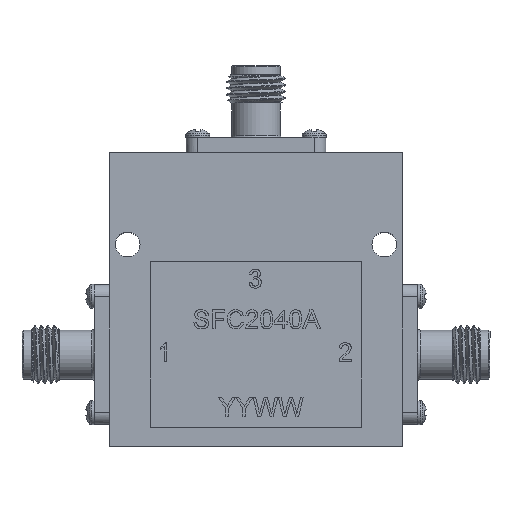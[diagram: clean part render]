
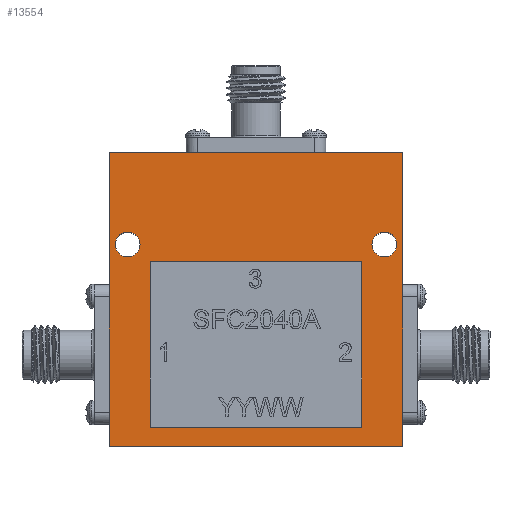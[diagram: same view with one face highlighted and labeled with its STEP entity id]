
A CAD part, top view. The second image highlights one B-rep face of the part: STEP entity #13554.
In plain terms, the highlighted planar face has unit normal (0, 0, 1).
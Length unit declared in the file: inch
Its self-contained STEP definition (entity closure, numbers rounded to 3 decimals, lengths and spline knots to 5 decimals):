
#453 = EDGE_CURVE ( 'NONE', #9965, #2380, #4701, .T. ) ;
#740 = VECTOR ( 'NONE', #25166, 39.37008 ) ;
#1243 = DIRECTION ( 'NONE',  ( -1., 0., 0. ) ) ;
#1483 = CARTESIAN_POINT ( 'NONE',  ( 0.60433, 0.23622, 0.35433 ) ) ;
#1545 = EDGE_LOOP ( 'NONE', ( #23315, #11294, #19185, #3047 ) ) ;
#1695 = EDGE_CURVE ( 'NONE', #8935, #17070, #24868, .T. ) ;
#2044 = CARTESIAN_POINT ( 'NONE',  ( 0.62992, 0.62992, 0.35433 ) ) ;
#2380 = VERTEX_POINT ( 'NONE', #2044 ) ;
#2616 = AXIS2_PLACEMENT_3D ( 'NONE', #22210, #11328, #26340 ) ;
#2912 = DIRECTION ( 'NONE',  ( 0., -1., 0. ) ) ;
#3047 = ORIENTED_EDGE ( 'NONE', *, *, #16046, .T. ) ;
#3578 = VECTOR ( 'NONE', #20599, 39.37008 ) ;
#4053 = VECTOR ( 'NONE', #18607, 39.37008 ) ;
#4395 = DIRECTION ( 'NONE',  ( 1., 0., 0. ) ) ;
#4701 = LINE ( 'NONE', #11841, #3578 ) ;
#5113 = PLANE ( 'NONE',  #18588 ) ;
#5478 = ORIENTED_EDGE ( 'NONE', *, *, #24052, .F. ) ;
#5606 = VERTEX_POINT ( 'NONE', #27926 ) ;
#6358 = EDGE_CURVE ( 'NONE', #25087, #25087, #25806, .T. ) ;
#6495 = DIRECTION ( 'NONE',  ( -1., 0., 0. ) ) ;
#7112 = DIRECTION ( 'NONE',  ( 0., 0., -1. ) ) ;
#7396 = FACE_BOUND ( 'NONE', #11113, .T. ) ;
#7971 = CARTESIAN_POINT ( 'NONE',  ( 0.62992, -0.62992, 0.35433 ) ) ;
#8009 = VERTEX_POINT ( 'NONE', #14056 ) ;
#8562 = CIRCLE ( 'NONE', #2616, 0.05315 ) ;
#8670 = CARTESIAN_POINT ( 'NONE',  ( -0.62992, 0.62992, 0.35433 ) ) ;
#8935 = VERTEX_POINT ( 'NONE', #19926 ) ;
#9846 = CARTESIAN_POINT ( 'NONE',  ( -0.45495, -0.54866, 0.35433 ) ) ;
#9965 = VERTEX_POINT ( 'NONE', #7971 ) ;
#10232 = VECTOR ( 'NONE', #10598, 39.37008 ) ;
#10597 = ORIENTED_EDGE ( 'NONE', *, *, #13273, .F. ) ;
#10598 = DIRECTION ( 'NONE',  ( -1., 0., 0. ) ) ;
#10796 = VECTOR ( 'NONE', #6495, 39.37008 ) ;
#11113 = EDGE_LOOP ( 'NONE', ( #10597, #12099, #12779, #5478 ) ) ;
#11294 = ORIENTED_EDGE ( 'NONE', *, *, #28329, .T. ) ;
#11328 = DIRECTION ( 'NONE',  ( 0., 0., 1. ) ) ;
#11381 = VERTEX_POINT ( 'NONE', #11487 ) ;
#11487 = CARTESIAN_POINT ( 'NONE',  ( 0.45495, 0.16319, 0.35433 ) ) ;
#11693 = CARTESIAN_POINT ( 'NONE',  ( 0., 0., 0.35433 ) ) ;
#11841 = CARTESIAN_POINT ( 'NONE',  ( 0.62992, -0.62992, 0.35433 ) ) ;
#12055 = CARTESIAN_POINT ( 'NONE',  ( -0.45495, 0.16319, 0.35433 ) ) ;
#12099 = ORIENTED_EDGE ( 'NONE', *, *, #1695, .F. ) ;
#12359 = VERTEX_POINT ( 'NONE', #1483 ) ;
#12604 = LINE ( 'NONE', #23623, #10232 ) ;
#12779 = ORIENTED_EDGE ( 'NONE', *, *, #13597, .F. ) ;
#13273 = EDGE_CURVE ( 'NONE', #17070, #11381, #16308, .T. ) ;
#13466 = ORIENTED_EDGE ( 'NONE', *, *, #15387, .F. ) ;
#13554 = ADVANCED_FACE ( 'NONE', ( #22988, #16272, #27279, #7396 ), #5113, .F. ) ;
#13597 = EDGE_CURVE ( 'NONE', #17959, #8935, #24996, .T. ) ;
#14056 = CARTESIAN_POINT ( 'NONE',  ( -0.62992, -0.62992, 0.35433 ) ) ;
#14511 = DIRECTION ( 'NONE',  ( 1., 0., 0. ) ) ;
#15387 = EDGE_CURVE ( 'NONE', #12359, #12359, #8562, .T. ) ;
#16046 = EDGE_CURVE ( 'NONE', #8009, #9965, #25778, .T. ) ;
#16272 = FACE_BOUND ( 'NONE', #27403, .T. ) ;
#16308 = LINE ( 'NONE', #18204, #740 ) ;
#16373 = CARTESIAN_POINT ( 'NONE',  ( -0.49803, 0.23622, 0.35433 ) ) ;
#16418 = CARTESIAN_POINT ( 'NONE',  ( -0.45495, -0.54866, 0.35433 ) ) ;
#16747 = VECTOR ( 'NONE', #26711, 39.37008 ) ;
#17070 = VERTEX_POINT ( 'NONE', #23811 ) ;
#17759 = VECTOR ( 'NONE', #14511, 39.37008 ) ;
#17959 = VERTEX_POINT ( 'NONE', #12055 ) ;
#18006 = EDGE_CURVE ( 'NONE', #5606, #8009, #24659, .T. ) ;
#18204 = CARTESIAN_POINT ( 'NONE',  ( 0.45495, -0.54866, 0.35433 ) ) ;
#18530 = AXIS2_PLACEMENT_3D ( 'NONE', #25699, #23989, #4395 ) ;
#18588 = AXIS2_PLACEMENT_3D ( 'NONE', #11693, #7112, #1243 ) ;
#18607 = DIRECTION ( 'NONE',  ( 1., 0., 0. ) ) ;
#19185 = ORIENTED_EDGE ( 'NONE', *, *, #18006, .T. ) ;
#19926 = CARTESIAN_POINT ( 'NONE',  ( -0.45495, -0.54866, 0.35433 ) ) ;
#20599 = DIRECTION ( 'NONE',  ( 0., 1., 0. ) ) ;
#21386 = CARTESIAN_POINT ( 'NONE',  ( -0.62992, -0.62992, 0.35433 ) ) ;
#22210 = CARTESIAN_POINT ( 'NONE',  ( 0.55118, 0.23622, 0.35433 ) ) ;
#22935 = CARTESIAN_POINT ( 'NONE',  ( -0.62992, -0.62992, 0.35433 ) ) ;
#22988 = FACE_BOUND ( 'NONE', #25545, .T. ) ;
#23315 = ORIENTED_EDGE ( 'NONE', *, *, #453, .T. ) ;
#23623 = CARTESIAN_POINT ( 'NONE',  ( -0.45495, 0.16319, 0.35433 ) ) ;
#23811 = CARTESIAN_POINT ( 'NONE',  ( 0.45495, -0.54866, 0.35433 ) ) ;
#23947 = ORIENTED_EDGE ( 'NONE', *, *, #6358, .F. ) ;
#23989 = DIRECTION ( 'NONE',  ( 0., 0., 1. ) ) ;
#24052 = EDGE_CURVE ( 'NONE', #11381, #17959, #12604, .T. ) ;
#24659 = LINE ( 'NONE', #22935, #28194 ) ;
#24868 = LINE ( 'NONE', #9846, #4053 ) ;
#24996 = LINE ( 'NONE', #16418, #16747 ) ;
#25087 = VERTEX_POINT ( 'NONE', #16373 ) ;
#25166 = DIRECTION ( 'NONE',  ( 0., 1., 0. ) ) ;
#25545 = EDGE_LOOP ( 'NONE', ( #13466 ) ) ;
#25699 = CARTESIAN_POINT ( 'NONE',  ( -0.55118, 0.23622, 0.35433 ) ) ;
#25778 = LINE ( 'NONE', #21386, #17759 ) ;
#25806 = CIRCLE ( 'NONE', #18530, 0.05315 ) ;
#26340 = DIRECTION ( 'NONE',  ( 1., 0., 0. ) ) ;
#26711 = DIRECTION ( 'NONE',  ( 0., -1., 0. ) ) ;
#27279 = FACE_OUTER_BOUND ( 'NONE', #1545, .T. ) ;
#27403 = EDGE_LOOP ( 'NONE', ( #23947 ) ) ;
#27926 = CARTESIAN_POINT ( 'NONE',  ( -0.62992, 0.62992, 0.35433 ) ) ;
#28194 = VECTOR ( 'NONE', #2912, 39.37008 ) ;
#28261 = LINE ( 'NONE', #8670, #10796 ) ;
#28329 = EDGE_CURVE ( 'NONE', #2380, #5606, #28261, .T. ) ;
